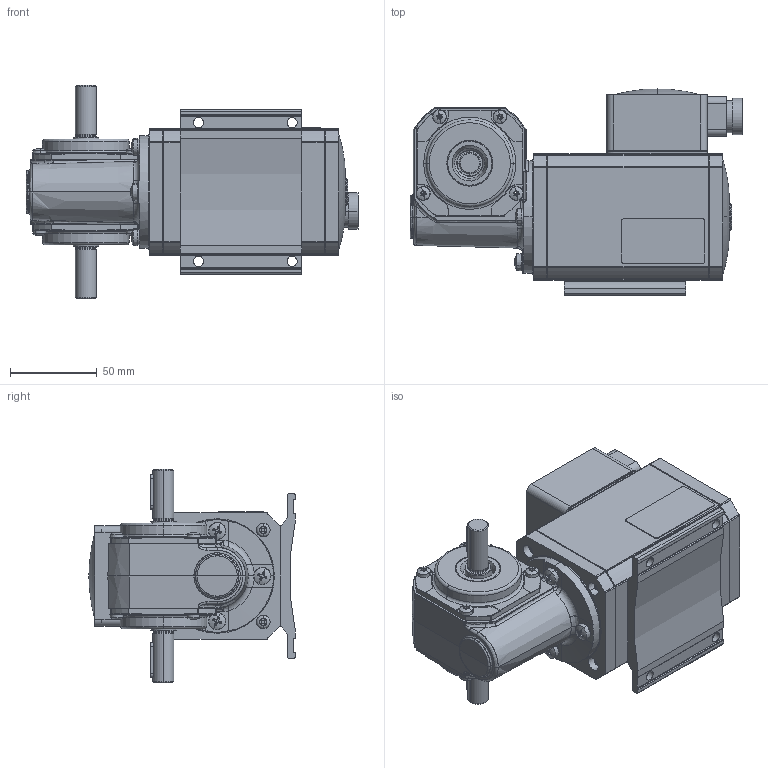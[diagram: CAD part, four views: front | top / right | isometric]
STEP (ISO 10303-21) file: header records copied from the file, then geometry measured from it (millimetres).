
FILE_DESCRIPTION(('STEP AP214'),'1');
FILE_NAME('tmp0.STP','2015-03-03T10:46:09',(' '),(' '),'Spatial InterOp 3D',' ',' ');
FILE_SCHEMA(('automotive_design'));
Length unit declared in the file: millimetre
Products named in the file (837): 1; NONE
Bounding box: 191.5 x 119 x 123 mm (x, y, z)
Volume: 748485.8 mm3; surface area: 99020.3 mm2
Topology: 1 solids, 856 shells, 1273 faces, 5082 edges, 4694 vertices
Faces by surface type: plane 501, cylinder 465, torus 129, cone 102, bspline 52, sphere 24
Entity records: 91078 total; most frequent: CARTESIAN_POINT 18125, DIRECTION 10799, ORIENTED_EDGE 6151, EDGE_CURVE 5064, VERTEX_POINT 4694, AXIS2_PLACEMENT_3D 4210, LINE 2379, VECTOR 2379
